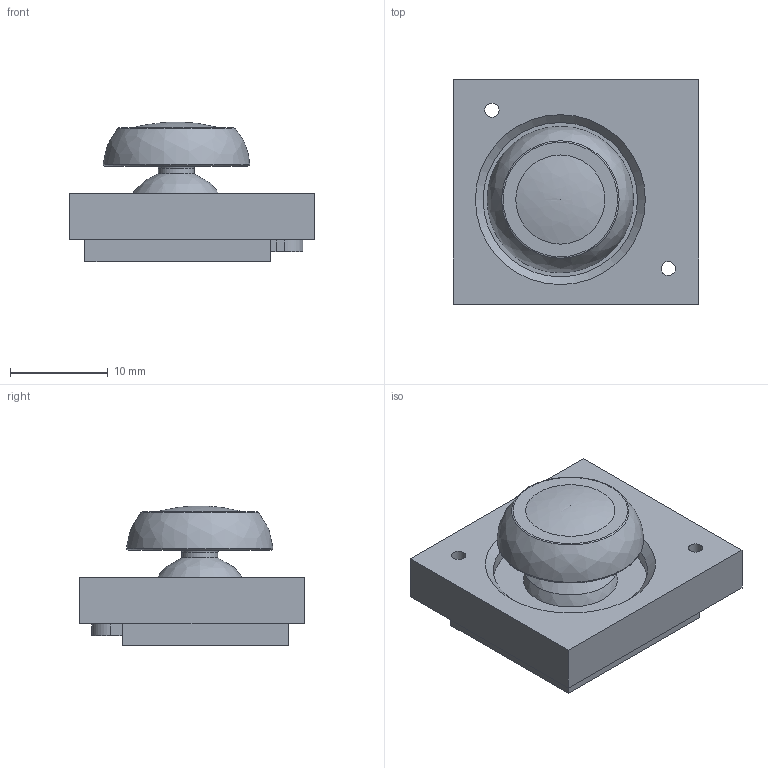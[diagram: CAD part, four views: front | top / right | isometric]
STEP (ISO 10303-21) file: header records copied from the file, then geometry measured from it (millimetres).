
FILE_DESCRIPTION(('FreeCAD Model'),'2;1');
FILE_NAME('Open CASCADE Shape Model','2025-07-23T10:33:22',(''),(''), 'Open CASCADE STEP processor 7.8','FreeCAD','Unknown');
FILE_SCHEMA(('AUTOMOTIVE_DESIGN { 1 0 10303 214 1 1 1 1 }'));
Length unit declared in the file: millimetre
Products named in the file (3): Unnamed; Part; Socket
Assembly tree (2 placements, depth 2):
  Unnamed
    Part
    Socket
Bounding box: 25.1 x 22.93 x 14.3 mm (x, y, z)
Volume: 3854.6 mm3; surface area: 3138.3 mm2
Topology: 2 solids, 2 shells, 55 faces, 136 edges, 89 vertices
Faces by surface type: plane 37, cylinder 8, bspline 4, torus 3, cone 3
Full cylindrical faces by diameter (mm): 1.45 x2, 1.6 x2, 3.7 x1, 15.789 x1
Entity records: 1793 total; most frequent: CARTESIAN_POINT 394, DIRECTION 277, ORIENTED_EDGE 270, EDGE_CURVE 135, LINE 93, VECTOR 93, AXIS2_PLACEMENT_3D 92, VERTEX_POINT 89
